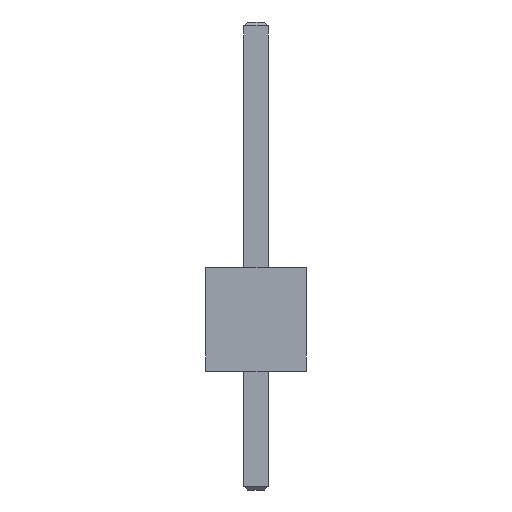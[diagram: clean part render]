
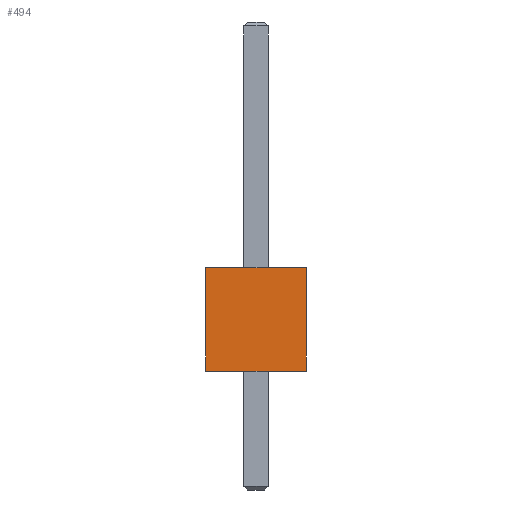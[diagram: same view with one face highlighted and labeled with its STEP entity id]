
A CAD part, front view. The second image highlights one B-rep face of the part: STEP entity #494.
In plain terms, the highlighted face is planar.
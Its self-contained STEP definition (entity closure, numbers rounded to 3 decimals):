
#494=ADVANCED_FACE('',(#699),#701,.T.);
#699=FACE_BOUND('',#700,.T.);
#700=EDGE_LOOP('',(#855,#856,#857,#858));
#701=PLANE('',#702);
#702=AXIS2_PLACEMENT_3D('',#703,#704,#705);
#703=CARTESIAN_POINT('',(0.,0.,0.));
#704=DIRECTION('',(0.,0.,1.));
#705=DIRECTION('',(1.,0.,0.));
#855=ORIENTED_EDGE('',*,*,#929,.T.);
#856=ORIENTED_EDGE('',*,*,#947,.T.);
#857=ORIENTED_EDGE('',*,*,#948,.F.);
#858=ORIENTED_EDGE('',*,*,#949,.F.);
#929=EDGE_CURVE('',#984,#982,#985,.T.);
#947=EDGE_CURVE('',#982,#1012,#1014,.T.);
#948=EDGE_CURVE('',#1015,#1012,#1016,.T.);
#949=EDGE_CURVE('',#984,#1015,#1017,.T.);
#982=VERTEX_POINT('',#1068);
#984=VERTEX_POINT('',#1072);
#985=LINE('',#1073,#1074);
#1012=VERTEX_POINT('',#1134);
#1014=LINE('',#1138,#1139);
#1015=VERTEX_POINT('',#1141);
#1016=LINE('',#1142,#1143);
#1017=LINE('',#1145,#1146);
#1068=CARTESIAN_POINT('',(2.54,0.,0.));
#1072=CARTESIAN_POINT('',(0.,0.,0.));
#1073=CARTESIAN_POINT('',(0.,0.,0.));
#1074=VECTOR('',#1075,1.);
#1075=DIRECTION('',(1.,0.,0.));
#1134=CARTESIAN_POINT('',(2.54,2.6,0.));
#1138=CARTESIAN_POINT('',(2.54,0.,0.));
#1139=VECTOR('',#1140,1.);
#1140=DIRECTION('',(0.,1.,0.));
#1141=CARTESIAN_POINT('',(0.,2.6,0.));
#1142=CARTESIAN_POINT('',(0.,2.6,0.));
#1143=VECTOR('',#1144,1.);
#1144=DIRECTION('',(1.,0.,0.));
#1145=CARTESIAN_POINT('',(0.,0.,0.));
#1146=VECTOR('',#1147,1.);
#1147=DIRECTION('',(0.,1.,0.));
